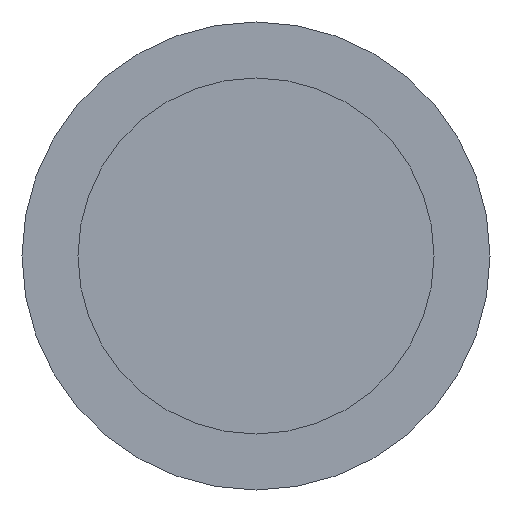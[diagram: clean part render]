
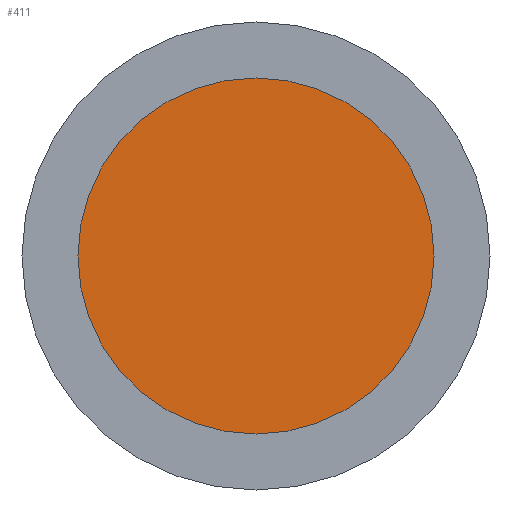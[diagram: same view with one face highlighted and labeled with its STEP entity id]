
A CAD part, front view. The second image highlights one B-rep face of the part: STEP entity #411.
In plain terms, the highlighted planar face has unit normal (0, -1, 0).
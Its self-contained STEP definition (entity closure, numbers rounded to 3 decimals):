
#55 = AXIS2_PLACEMENT_3D ( 'NONE', #85, #454, #304 ) ;
#61 = ORIENTED_EDGE ( 'NONE', *, *, #408, .T. ) ;
#79 = CARTESIAN_POINT ( 'NONE',  ( 0., 7.5, 0. ) ) ;
#85 = CARTESIAN_POINT ( 'NONE',  ( 0., 7.5, 0. ) ) ;
#109 = PLANE ( 'NONE',  #398 ) ;
#181 = DIRECTION ( 'NONE',  ( 0., 0., -1. ) ) ;
#197 = CARTESIAN_POINT ( 'NONE',  ( 0., 7.5, 10.65 ) ) ;
#208 = CARTESIAN_POINT ( 'NONE',  ( 0., 7.5, -10.65 ) ) ;
#217 = FACE_OUTER_BOUND ( 'NONE', #467, .T. ) ;
#237 = VERTEX_POINT ( 'NONE', #208 ) ;
#256 = AXIS2_PLACEMENT_3D ( 'NONE', #79, #267, #299 ) ;
#267 = DIRECTION ( 'NONE',  ( 0., -1., 0. ) ) ;
#297 = EDGE_CURVE ( 'NONE', #392, #237, #410, .T. ) ;
#299 = DIRECTION ( 'NONE',  ( 0., 0., -1. ) ) ;
#304 = DIRECTION ( 'NONE',  ( 0., 0., -1. ) ) ;
#341 = DIRECTION ( 'NONE',  ( 0., -1., 0. ) ) ;
#363 = CIRCLE ( 'NONE', #256, 10.65 ) ;
#392 = VERTEX_POINT ( 'NONE', #197 ) ;
#398 = AXIS2_PLACEMENT_3D ( 'NONE', #414, #341, #181 ) ;
#408 = EDGE_CURVE ( 'NONE', #237, #392, #363, .T. ) ;
#410 = CIRCLE ( 'NONE', #55, 10.65 ) ;
#411 = ADVANCED_FACE ( 'NONE', ( #217 ), #109, .T. ) ;
#414 = CARTESIAN_POINT ( 'NONE',  ( 0., 7.5, 0. ) ) ;
#417 = ORIENTED_EDGE ( 'NONE', *, *, #297, .T. ) ;
#454 = DIRECTION ( 'NONE',  ( 0., -1., 0. ) ) ;
#467 = EDGE_LOOP ( 'NONE', ( #61, #417 ) ) ;
